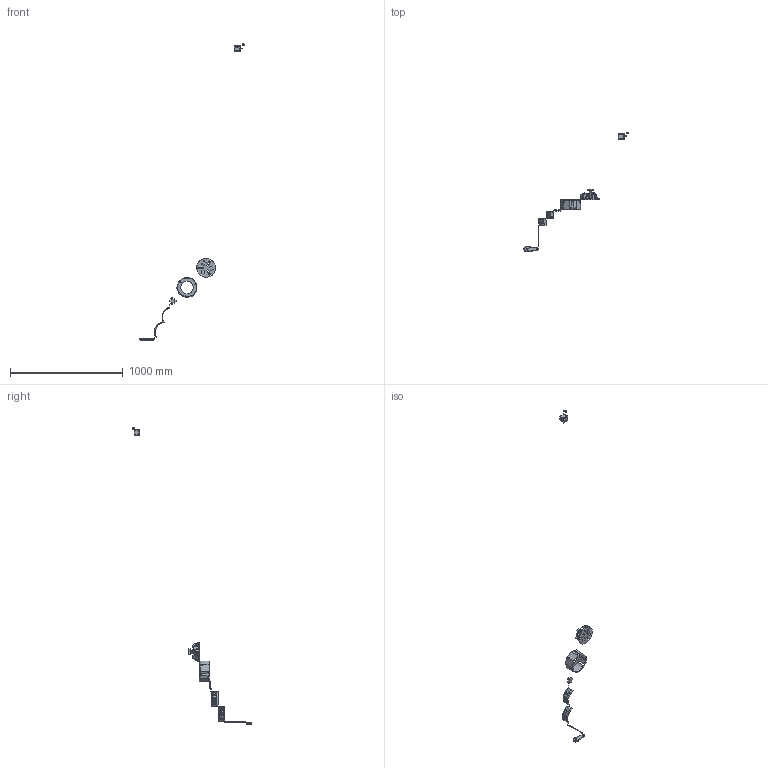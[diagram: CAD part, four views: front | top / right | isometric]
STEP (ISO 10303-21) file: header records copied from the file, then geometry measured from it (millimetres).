
FILE_DESCRIPTION(/* description */ (''),/* implementation_level */ '2;1');
FILE_NAME(/* name */ 'Other Parts.stp',/* time_stamp */ '2022-03-05T21:00:44-06:00',/* author */ ('Coy'),/* organization */ (''),/* preprocessor_version */ 'ST-DEVELOPER v18.1',/* originating_system */ 'Autodesk Inventor 2022',/* authorisation */ '');
FILE_SCHEMA (('AUTOMOTIVE_DESIGN { 1 0 10303 214 3 1 1 }'));
Length unit declared in the file: inch
Products named in the file (11): Assembly2; Delta Robot Arm Segment One; Delta Robot Arm Segment Two; Delta Robot Siding Piece KUKA; Delta Robot Siding Piece; Delts Robot Arm Joint Rod; Delts Robot Cairage; Delts Robot Casing; Delts Robot Motor Hub; Nema 17 CNC Kit Stepper Motor; Small GT2 Belt Pully
Assembly tree (10 placements, depth 2):
  Assembly2
    Delta Robot Arm Segment One
    Delta Robot Arm Segment Two
    Delta Robot Siding Piece KUKA
    Delta Robot Siding Piece
    Delts Robot Arm Joint Rod
    Delts Robot Cairage
    Delts Robot Casing
    Delts Robot Motor Hub
    Nema 17 CNC Kit Stepper Motor
    Small GT2 Belt Pully
Bounding box: 921.9 x 1056.49 x 2621 mm (x, y, z)
Volume: 793521.7 mm3; surface area: 292342.9 mm2
Topology: 10 solids, 10 shells, 1059 faces, 2987 edges, 1963 vertices
Faces by surface type: cylinder 500, plane 468, torus 48, bspline 23, cone 16, sphere 4
Full cylindrical faces by diameter (mm): 2 x7, 2.5 x8, 2.8 x6, 3 x6, 3.25 x10, 3.474 x1, 3.5 x9, 4.5 x12, 4.558 x1, 4.668 x1, 4.848 x1, 5 x6, 6 x3, 8 x1, 10.04 x1, 11 x9, 11.027 x1, 16 x2, 22 x1, 24 x1, 110 x1, 166.1 x1
Entity records: 36467 total; most frequent: CARTESIAN_POINT 7518, DIRECTION 6115, ORIENTED_EDGE 5966, EDGE_CURVE 2983, AXIS2_PLACEMENT_3D 2191, VERTEX_POINT 1963, LINE 1733, VECTOR 1733
